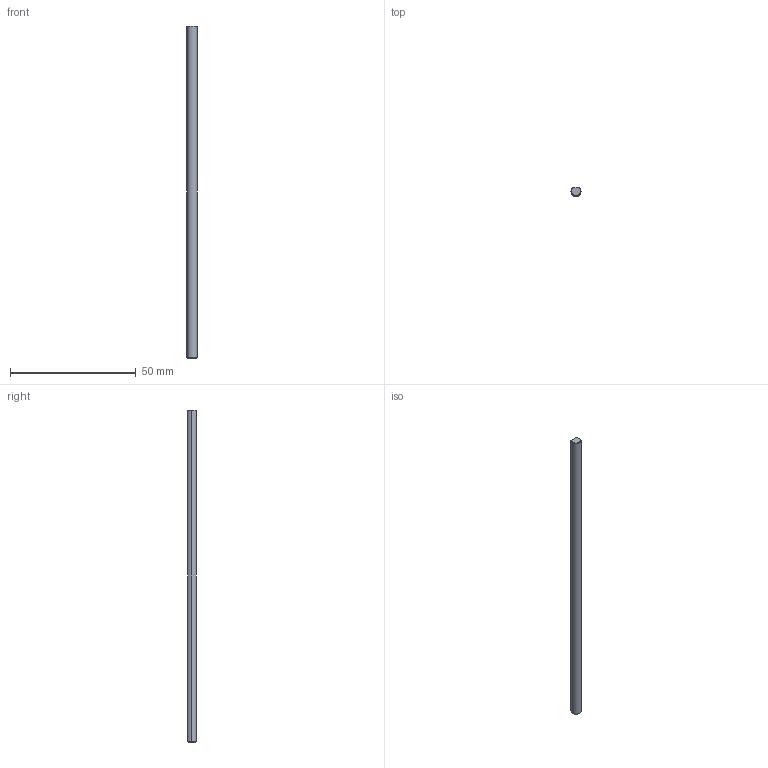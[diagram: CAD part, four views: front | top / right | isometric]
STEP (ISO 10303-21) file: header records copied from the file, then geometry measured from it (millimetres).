
FILE_DESCRIPTION (( 'STEP AP214' ), '1' );
FILE_NAME ('10-0132.step', '2020-04-06T07:11:00', ( '' ), ( '' ), 'SwSTEP 2.0', 'SolidWorks 2020', '' );
FILE_SCHEMA (( 'AUTOMOTIVE_DESIGN' ));
Length unit declared in the file: millimetre
Products named in the file (1): 10-0132
Bounding box: 4 x 3.5 x 132 mm (x, y, z)
Volume: 1538.6 mm3; surface area: 1646.7 mm2
Topology: 1 solids, 1 shells, 13 faces, 27 edges, 16 vertices
Faces by surface type: cone 5, plane 5, cylinder 3
Entity records: 383 total; most frequent: CARTESIAN_POINT 69, DIRECTION 63, ORIENTED_EDGE 54, EDGE_CURVE 27, AXIS2_PLACEMENT_3D 26, VERTEX_POINT 16, FACE_OUTER_BOUND 13, ADVANCED_FACE 13
